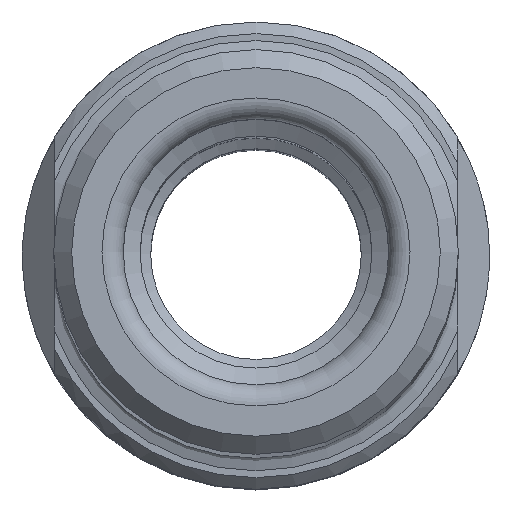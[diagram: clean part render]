
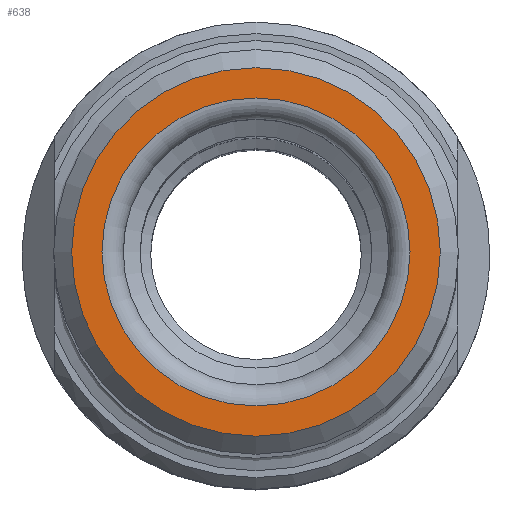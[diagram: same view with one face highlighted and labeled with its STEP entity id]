
A CAD part, top view. The second image highlights one B-rep face of the part: STEP entity #638.
In plain terms, the highlighted planar face has unit normal (0, 0, 1).
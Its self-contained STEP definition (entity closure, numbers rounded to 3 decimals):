
#41=PLANE('',#699);
#116=ORIENTED_EDGE('',*,*,#207,.F.);
#117=ORIENTED_EDGE('',*,*,#208,.T.);
#207=EDGE_CURVE('',#253,#253,#281,.T.);
#208=EDGE_CURVE('',#254,#254,#282,.F.);
#253=VERTEX_POINT('',#958);
#254=VERTEX_POINT('',#960);
#281=CIRCLE('',#700,7.25);
#282=CIRCLE('',#701,8.675);
#312=EDGE_LOOP('',(#116));
#313=EDGE_LOOP('',(#117));
#364=FACE_BOUND('',#312,.T.);
#365=FACE_BOUND('',#313,.T.);
#638=ADVANCED_FACE('',(#364,#365),#41,.F.);
#699=AXIS2_PLACEMENT_3D('',#956,#812,#813);
#700=AXIS2_PLACEMENT_3D('',#957,#814,#815);
#701=AXIS2_PLACEMENT_3D('',#959,#816,#817);
#812=DIRECTION('',(0.,0.,-1.));
#813=DIRECTION('',(-1.,0.,0.));
#814=DIRECTION('',(0.,0.,1.));
#815=DIRECTION('',(1.,0.,0.));
#816=DIRECTION('',(0.,0.,-1.));
#817=DIRECTION('',(-1.,0.,0.));
#956=CARTESIAN_POINT('',(9.525,0.,130.5));
#957=CARTESIAN_POINT('',(0.,0.,130.5));
#958=CARTESIAN_POINT('',(7.25,0.,130.5));
#959=CARTESIAN_POINT('',(0.,0.,130.5));
#960=CARTESIAN_POINT('',(-8.675,0.,130.5));
